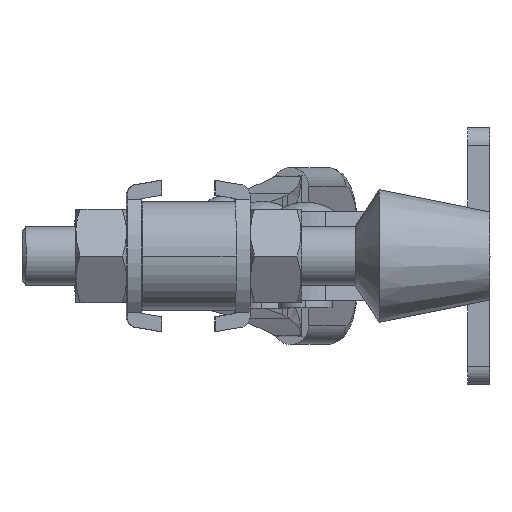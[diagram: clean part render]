
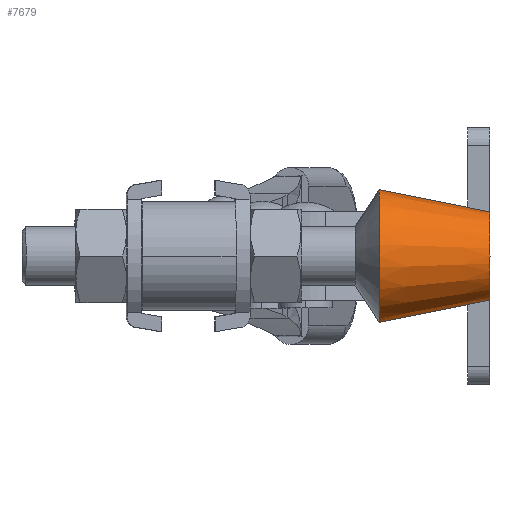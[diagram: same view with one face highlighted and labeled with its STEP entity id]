
A CAD part, left-side view. The second image highlights one B-rep face of the part: STEP entity #7679.
In plain terms, the highlighted conical face has half-angle 11.31 degrees and reference radius 6 mm.
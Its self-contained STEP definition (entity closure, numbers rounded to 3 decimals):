
#254 = EDGE_LOOP ( 'NONE', ( #4723, #8086, #7681, #9701 ) ) ;
#411 = CARTESIAN_POINT ( 'NONE',  ( 0., 0., -6. ) ) ;
#852 = LINE ( 'NONE', #1097, #10812 ) ;
#861 = VECTOR ( 'NONE', #6189, 1000. ) ;
#1097 = CARTESIAN_POINT ( 'NONE',  ( 0., 0., 6. ) ) ;
#1196 = LINE ( 'NONE', #3987, #861 ) ;
#1276 = DIRECTION ( 'NONE',  ( 0., 0., -1. ) ) ;
#2114 = CONICAL_SURFACE ( 'NONE', #6490, 6., 0.197 ) ;
#2135 = VERTEX_POINT ( 'NONE', #411 ) ;
#2817 = CARTESIAN_POINT ( 'NONE',  ( 0., 0., 0. ) ) ;
#2943 = CARTESIAN_POINT ( 'NONE',  ( 0., 15., -9. ) ) ;
#3987 = CARTESIAN_POINT ( 'NONE',  ( 0., 0., -6. ) ) ;
#4723 = ORIENTED_EDGE ( 'NONE', *, *, #11120, .F. ) ;
#4991 = VERTEX_POINT ( 'NONE', #11561 ) ;
#5944 = DIRECTION ( 'NONE',  ( 0., 0., 1. ) ) ;
#6189 = DIRECTION ( 'NONE',  ( 0., 0.981, -0.196 ) ) ;
#6490 = AXIS2_PLACEMENT_3D ( 'NONE', #6649, #13321, #5944 ) ;
#6649 = CARTESIAN_POINT ( 'NONE',  ( 0., 0., 0. ) ) ;
#6684 = AXIS2_PLACEMENT_3D ( 'NONE', #7690, #11126, #1276 ) ;
#6819 = FACE_OUTER_BOUND ( 'NONE', #254, .T. ) ;
#7197 = DIRECTION ( 'NONE',  ( 0., 0., -1. ) ) ;
#7679 = ADVANCED_FACE ( 'NONE', ( #6819 ), #2114, .T. ) ;
#7681 = ORIENTED_EDGE ( 'NONE', *, *, #9814, .T. ) ;
#7690 = CARTESIAN_POINT ( 'NONE',  ( 0., 15., 0. ) ) ;
#8086 = ORIENTED_EDGE ( 'NONE', *, *, #11550, .F. ) ;
#8956 = DIRECTION ( 'NONE',  ( 0., 0.981, 0.196 ) ) ;
#9701 = ORIENTED_EDGE ( 'NONE', *, *, #10212, .T. ) ;
#9775 = CIRCLE ( 'NONE', #11137, 6. ) ;
#9814 = EDGE_CURVE ( 'NONE', #4991, #11874, #852, .T. ) ;
#10212 = EDGE_CURVE ( 'NONE', #11874, #13063, #12690, .T. ) ;
#10483 = DIRECTION ( 'NONE',  ( 0., -1., 0. ) ) ;
#10812 = VECTOR ( 'NONE', #8956, 1000. ) ;
#11120 = EDGE_CURVE ( 'NONE', #2135, #13063, #1196, .T. ) ;
#11126 = DIRECTION ( 'NONE',  ( 0., -1., 0. ) ) ;
#11137 = AXIS2_PLACEMENT_3D ( 'NONE', #2817, #10483, #7197 ) ;
#11550 = EDGE_CURVE ( 'NONE', #4991, #2135, #9775, .T. ) ;
#11561 = CARTESIAN_POINT ( 'NONE',  ( 0., 0., 6. ) ) ;
#11874 = VERTEX_POINT ( 'NONE', #12268 ) ;
#12268 = CARTESIAN_POINT ( 'NONE',  ( 0., 15., 9. ) ) ;
#12690 = CIRCLE ( 'NONE', #6684, 9. ) ;
#13063 = VERTEX_POINT ( 'NONE', #2943 ) ;
#13321 = DIRECTION ( 'NONE',  ( 0., 1., 0. ) ) ;
